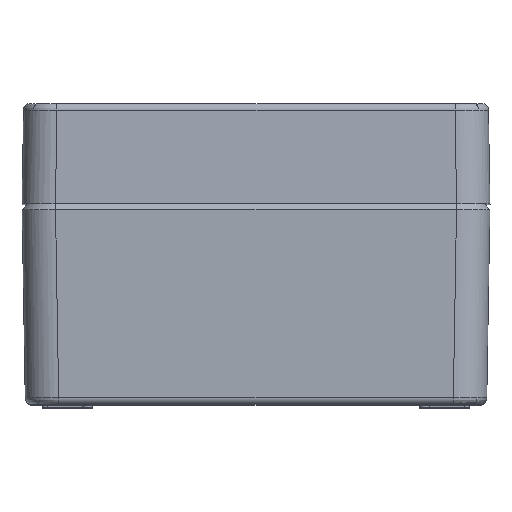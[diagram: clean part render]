
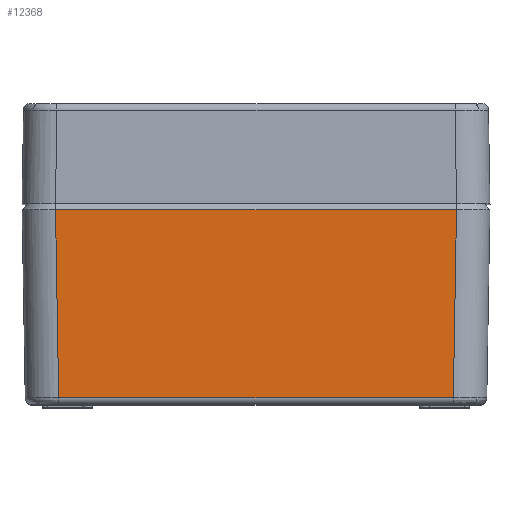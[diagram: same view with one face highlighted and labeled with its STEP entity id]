
A CAD part, top view. The second image highlights one B-rep face of the part: STEP entity #12368.
In plain terms, the highlighted planar face has unit normal (0, -0.017, 1).
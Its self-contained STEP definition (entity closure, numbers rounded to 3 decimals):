
#1059=LINE('',#36586,#1780);
#1060=LINE('',#36610,#1781);
#1061=LINE('',#36611,#1782);
#1062=LINE('',#36612,#1783);
#1780=VECTOR('',#16180,1000.);
#1781=VECTOR('',#16183,1000.);
#1782=VECTOR('',#16184,1000.);
#1783=VECTOR('',#16185,1000.);
#2055=PLANE('',#13519);
#3468=FACE_OUTER_BOUND('',#4436,.T.);
#4436=EDGE_LOOP('',(#10648,#10649,#10650,#10651));
#6012=VERTEX_POINT('',#33883);
#6281=VERTEX_POINT('',#36585);
#6282=VERTEX_POINT('',#36608);
#6283=VERTEX_POINT('',#36609);
#7812=EDGE_CURVE('',#6012,#6281,#1059,.T.);
#7815=EDGE_CURVE('',#6282,#6283,#1060,.T.);
#7816=EDGE_CURVE('',#6283,#6012,#1061,.T.);
#7817=EDGE_CURVE('',#6281,#6282,#1062,.T.);
#10648=ORIENTED_EDGE('',*,*,#7815,.T.);
#10649=ORIENTED_EDGE('',*,*,#7816,.T.);
#10650=ORIENTED_EDGE('',*,*,#7812,.T.);
#10651=ORIENTED_EDGE('',*,*,#7817,.T.);
#12368=ADVANCED_FACE('',(#3468),#2055,.T.);
#13519=AXIS2_PLACEMENT_3D('',#36607,#16181,#16182);
#16180=DIRECTION('',(0.017,1.,0.017));
#16181=DIRECTION('center_axis',(0.,-0.017,1.));
#16182=DIRECTION('ref_axis',(0.,-1.,-0.017));
#16183=DIRECTION('',(0.017,-1.,-0.017));
#16184=DIRECTION('',(1.,0.,0.));
#16185=DIRECTION('',(-1.,0.,0.));
#33883=CARTESIAN_POINT('',(59.034,-58.033,69.033));
#36585=CARTESIAN_POINT('',(59.971,-1.8,69.97));
#36586=CARTESIAN_POINT('',(59.965,-2.165,69.964));
#36607=CARTESIAN_POINT('Origin',(-70.,0.,70.));
#36608=CARTESIAN_POINT('',(-59.971,-1.8,69.97));
#36609=CARTESIAN_POINT('',(-59.034,-58.033,69.033));
#36610=CARTESIAN_POINT('',(-60.004,0.167,70.003));
#36611=CARTESIAN_POINT('',(59.001,-58.033,69.033));
#36612=CARTESIAN_POINT('',(-70.,-1.8,69.97));
